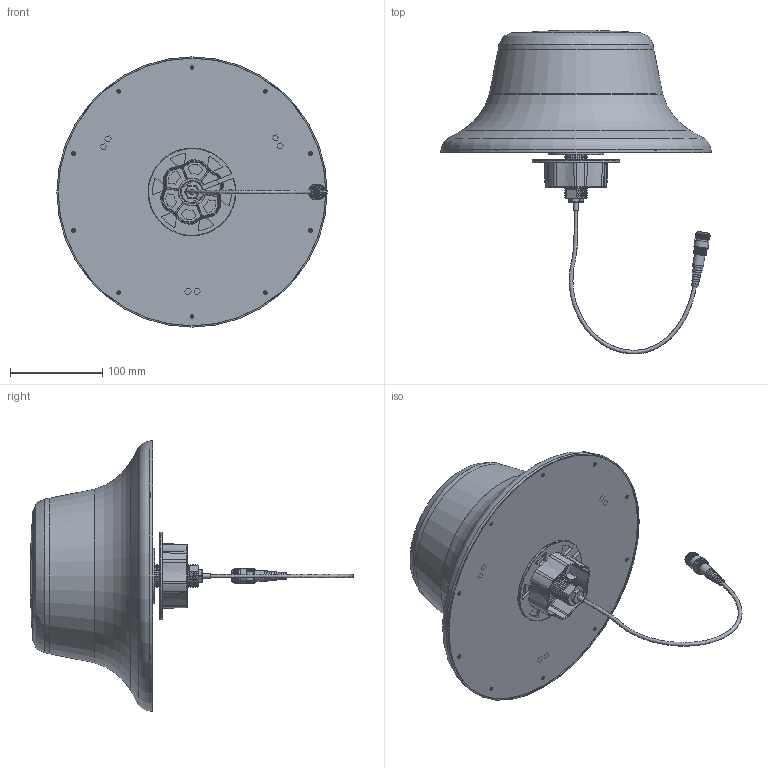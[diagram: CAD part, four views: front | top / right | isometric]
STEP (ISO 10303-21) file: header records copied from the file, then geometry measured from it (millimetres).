
FILE_DESCRIPTION (( 'STEP AP214' ), '1' );
FILE_NAME ('HG35805CUPR-NF.STEP', '2018-01-17T20:09:30', ( '' ), ( '' ), 'SwSTEP 2.0', 'SolidWorks 2014', '' );
FILE_SCHEMA (( 'AUTOMOTIVE_DESIGN' ));
Length unit declared in the file: millimetre
Products named in the file (8): HG35805CUPR-NF_Radome; HG35805CUPR-NF; HG35805CUPR-NF_NF_CONNECTOR; HG35805CUPR-NF_boot; 158_PIM_CABLE_12INCH; HG35805CUPR-N_StemNut; HG35805CUPR-N_ThreadedCableStud; HG35805CUPR-NF_BackPlate
Assembly tree (7 placements, depth 2):
  HG35805CUPR-NF
    HG35805CUPR-NF_Radome
    HG35805CUPR-NF_BackPlate
    HG35805CUPR-N_ThreadedCableStud
    HG35805CUPR-N_StemNut
    158_PIM_CABLE_12INCH
    HG35805CUPR-NF_boot
    HG35805CUPR-NF_NF_CONNECTOR
Bounding box: 293.05 x 351 x 293.05 mm (x, y, z)
Volume: 167530.8 mm3; surface area: 452369.6 mm2
Topology: 6 solids, 17 shells, 1197 faces, 3109 edges, 2003 vertices
Faces by surface type: plane 557, cylinder 261, cone 220, torus 149, bspline 5, sphere 5
Full cylindrical faces by diameter (mm): 1.8 x1, 2.698 x1, 2.98 x1, 3.403 x1, 4 x30, 4.191 x1, 4.222 x1, 5.436 x1, 5.8 x10, 7.5 x10, 11.532 x1, 13.106 x1, 13.462 x1, 13.767 x2, 15.494 x1, 22.911 x15, 60 x1, 290 x1, 290.3 x1
Entity records: 42163 total; most frequent: CARTESIAN_POINT 13771, ORIENTED_EDGE 5620, DIRECTION 5529, EDGE_CURVE 2815, AXIS2_PLACEMENT_3D 2174, VERTEX_POINT 1953, EDGE_LOOP 1534, FACE_OUTER_BOUND 1349
